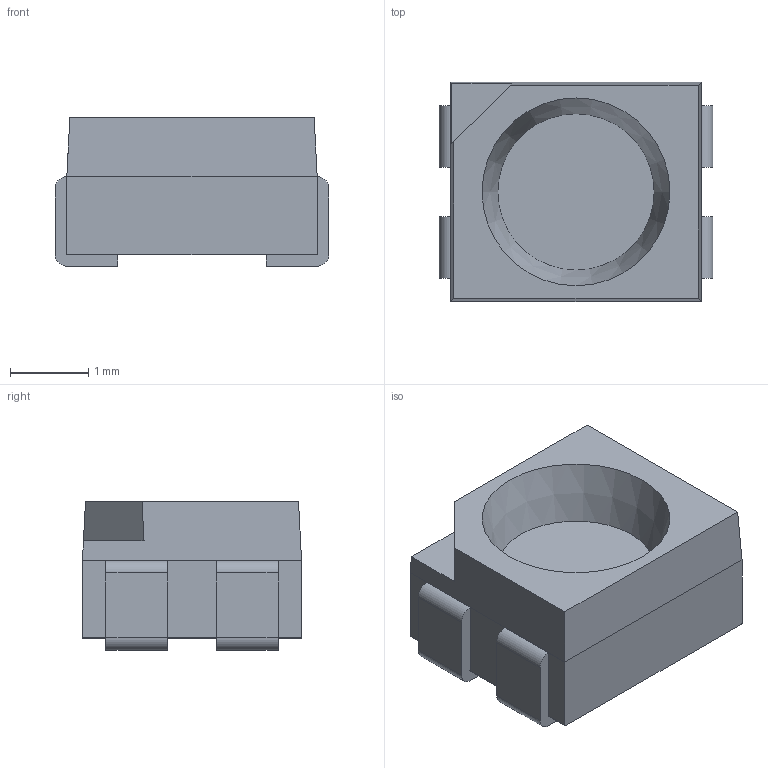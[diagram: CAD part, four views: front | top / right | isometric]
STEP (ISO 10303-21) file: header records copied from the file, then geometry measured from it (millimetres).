
FILE_DESCRIPTION(/* description */ (''),/* implementation_level */ '2;1');
FILE_NAME(/* name */ 'RGB-LED_15014M173100.step',/* time_stamp */ '2020-03-09T21:24:57+01:00',/* author */ (''),/* organization */ (''),/* preprocessor_version */ 'ST-DEVELOPER v18',/* originating_system */ 'Autodesk Translation Framework v8.12.0.6',/* authorisation */ '');
FILE_SCHEMA (('AUTOMOTIVE_DESIGN { 1 0 10303 214 3 1 1 }'));
Length unit declared in the file: millimetre
Products named in the file (5): RGB-LED_15014M173100; base; base (1); cover; housing
Assembly tree (6 placements, depth 2):
  RGB-LED_15014M173100
    base  x2
    base (1)  x2
    cover
    housing
Bounding box: 3.5 x 2.8 x 1.9 mm (x, y, z)
Volume: 13.2 mm3; surface area: 70.6 mm2
Topology: 6 solids, 6 shells, 95 faces, 246 edges, 164 vertices
Faces by surface type: plane 71, cylinder 23, cone 1
Full cylindrical faces by diameter (mm): 0.8 x1
Entity records: 2224 total; most frequent: CARTESIAN_POINT 368, DIRECTION 362, ORIENTED_EDGE 348, EDGE_CURVE 174, LINE 142, VECTOR 142, VERTEX_POINT 116, AXIS2_PLACEMENT_3D 110
